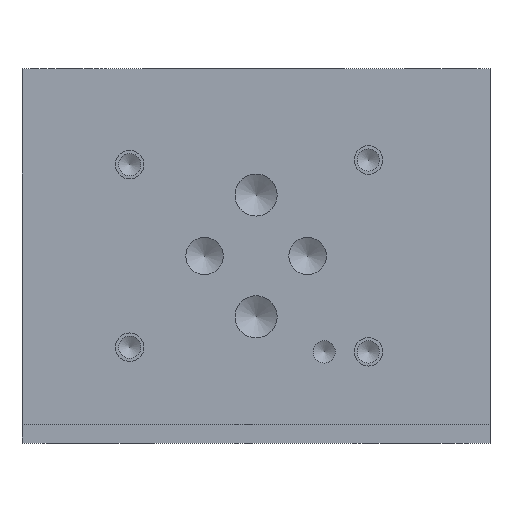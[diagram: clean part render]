
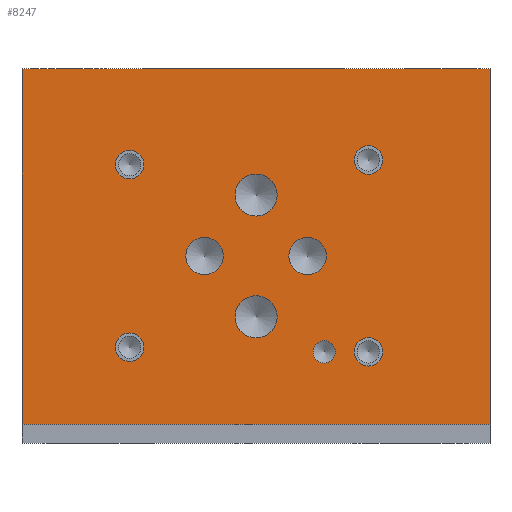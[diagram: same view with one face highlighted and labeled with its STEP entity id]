
A CAD part, left-side view. The second image highlights one B-rep face of the part: STEP entity #8247.
In plain terms, the highlighted planar face has unit normal (-1, 0, 0).
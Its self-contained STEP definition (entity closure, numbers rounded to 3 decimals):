
#589=CIRCLE('',#8612,3.175);
#590=CIRCLE('',#8613,3.175);
#593=CIRCLE('',#8618,3.175);
#594=CIRCLE('',#8619,3.175);
#597=CIRCLE('',#8624,3.569);
#598=CIRCLE('',#8625,3.569);
#601=CIRCLE('',#8630,3.569);
#602=CIRCLE('',#8631,3.569);
#605=CIRCLE('',#8636,1.892);
#606=CIRCLE('',#8637,1.892);
#612=CIRCLE('',#8646,2.413);
#613=CIRCLE('',#8647,2.413);
#619=CIRCLE('',#8657,2.413);
#620=CIRCLE('',#8658,2.413);
#626=CIRCLE('',#8668,2.413);
#627=CIRCLE('',#8669,2.413);
#633=CIRCLE('',#8679,2.413);
#634=CIRCLE('',#8680,2.413);
#688=FACE_BOUND('',#1808,.T.);
#689=FACE_BOUND('',#1809,.T.);
#690=FACE_BOUND('',#1810,.T.);
#691=FACE_BOUND('',#1811,.T.);
#692=FACE_BOUND('',#1812,.T.);
#693=FACE_BOUND('',#1813,.T.);
#694=FACE_BOUND('',#1814,.T.);
#695=FACE_BOUND('',#1815,.T.);
#696=FACE_BOUND('',#1816,.T.);
#1337=FACE_OUTER_BOUND('',#1807,.T.);
#1807=EDGE_LOOP('',(#7542,#7543,#7544,#7545));
#1808=EDGE_LOOP('',(#7546,#7547));
#1809=EDGE_LOOP('',(#7548,#7549));
#1810=EDGE_LOOP('',(#7550,#7551));
#1811=EDGE_LOOP('',(#7552,#7553));
#1812=EDGE_LOOP('',(#7554,#7555));
#1813=EDGE_LOOP('',(#7556,#7557));
#1814=EDGE_LOOP('',(#7558,#7559));
#1815=EDGE_LOOP('',(#7560,#7561));
#1816=EDGE_LOOP('',(#7562,#7563));
#1826=LINE('',#10335,#2616);
#1831=LINE('',#10344,#2621);
#2039=LINE('',#11293,#2829);
#2609=LINE('',#14126,#3399);
#2616=VECTOR('',#8698,10.);
#2621=VECTOR('',#8705,10.);
#2829=VECTOR('',#8951,10.);
#3399=VECTOR('',#10311,10.);
#3405=VERTEX_POINT('',#10332);
#3406=VERTEX_POINT('',#10334);
#3409=VERTEX_POINT('',#10342);
#3699=VERTEX_POINT('',#11291);
#4122=VERTEX_POINT('',#13980);
#4123=VERTEX_POINT('',#13981);
#4127=VERTEX_POINT('',#13993);
#4128=VERTEX_POINT('',#13994);
#4132=VERTEX_POINT('',#14006);
#4133=VERTEX_POINT('',#14007);
#4137=VERTEX_POINT('',#14019);
#4138=VERTEX_POINT('',#14020);
#4142=VERTEX_POINT('',#14032);
#4143=VERTEX_POINT('',#14033);
#4150=VERTEX_POINT('',#14052);
#4151=VERTEX_POINT('',#14053);
#4158=VERTEX_POINT('',#14074);
#4159=VERTEX_POINT('',#14075);
#4166=VERTEX_POINT('',#14096);
#4167=VERTEX_POINT('',#14097);
#4174=VERTEX_POINT('',#14118);
#4175=VERTEX_POINT('',#14119);
#4181=EDGE_CURVE('',#3406,#3405,#1826,.T.);
#4186=EDGE_CURVE('',#3405,#3409,#1831,.T.);
#4494=EDGE_CURVE('',#3699,#3409,#2039,.T.);
#5243=EDGE_CURVE('',#4122,#4123,#589,.T.);
#5244=EDGE_CURVE('',#4123,#4122,#590,.T.);
#5249=EDGE_CURVE('',#4127,#4128,#593,.T.);
#5250=EDGE_CURVE('',#4128,#4127,#594,.T.);
#5255=EDGE_CURVE('',#4132,#4133,#597,.T.);
#5256=EDGE_CURVE('',#4133,#4132,#598,.T.);
#5261=EDGE_CURVE('',#4137,#4138,#601,.T.);
#5262=EDGE_CURVE('',#4138,#4137,#602,.T.);
#5267=EDGE_CURVE('',#4142,#4143,#605,.T.);
#5268=EDGE_CURVE('',#4143,#4142,#606,.T.);
#5276=EDGE_CURVE('',#4150,#4151,#612,.T.);
#5277=EDGE_CURVE('',#4151,#4150,#613,.T.);
#5286=EDGE_CURVE('',#4158,#4159,#619,.T.);
#5287=EDGE_CURVE('',#4159,#4158,#620,.T.);
#5296=EDGE_CURVE('',#4166,#4167,#626,.T.);
#5297=EDGE_CURVE('',#4167,#4166,#627,.T.);
#5306=EDGE_CURVE('',#4174,#4175,#633,.T.);
#5307=EDGE_CURVE('',#4175,#4174,#634,.T.);
#5310=EDGE_CURVE('',#3406,#3699,#2609,.T.);
#7542=ORIENTED_EDGE('',*,*,#4181,.T.);
#7543=ORIENTED_EDGE('',*,*,#4186,.T.);
#7544=ORIENTED_EDGE('',*,*,#4494,.F.);
#7545=ORIENTED_EDGE('',*,*,#5310,.F.);
#7546=ORIENTED_EDGE('',*,*,#5243,.T.);
#7547=ORIENTED_EDGE('',*,*,#5244,.T.);
#7548=ORIENTED_EDGE('',*,*,#5249,.T.);
#7549=ORIENTED_EDGE('',*,*,#5250,.T.);
#7550=ORIENTED_EDGE('',*,*,#5255,.T.);
#7551=ORIENTED_EDGE('',*,*,#5256,.T.);
#7552=ORIENTED_EDGE('',*,*,#5261,.T.);
#7553=ORIENTED_EDGE('',*,*,#5262,.T.);
#7554=ORIENTED_EDGE('',*,*,#5267,.T.);
#7555=ORIENTED_EDGE('',*,*,#5268,.T.);
#7556=ORIENTED_EDGE('',*,*,#5276,.T.);
#7557=ORIENTED_EDGE('',*,*,#5277,.T.);
#7558=ORIENTED_EDGE('',*,*,#5286,.T.);
#7559=ORIENTED_EDGE('',*,*,#5287,.T.);
#7560=ORIENTED_EDGE('',*,*,#5296,.T.);
#7561=ORIENTED_EDGE('',*,*,#5297,.T.);
#7562=ORIENTED_EDGE('',*,*,#5306,.T.);
#7563=ORIENTED_EDGE('',*,*,#5307,.T.);
#7830=PLANE('',#8682);
#8247=ADVANCED_FACE('',(#1337,#688,#689,#690,#691,#692,#693,#694,#695,#696),
#7830,.T.);
#8612=AXIS2_PLACEMENT_3D('',#13982,#10148,#10149);
#8613=AXIS2_PLACEMENT_3D('',#13983,#10150,#10151);
#8618=AXIS2_PLACEMENT_3D('',#13995,#10162,#10163);
#8619=AXIS2_PLACEMENT_3D('',#13996,#10164,#10165);
#8624=AXIS2_PLACEMENT_3D('',#14008,#10176,#10177);
#8625=AXIS2_PLACEMENT_3D('',#14009,#10178,#10179);
#8630=AXIS2_PLACEMENT_3D('',#14021,#10190,#10191);
#8631=AXIS2_PLACEMENT_3D('',#14022,#10192,#10193);
#8636=AXIS2_PLACEMENT_3D('',#14034,#10204,#10205);
#8637=AXIS2_PLACEMENT_3D('',#14035,#10206,#10207);
#8646=AXIS2_PLACEMENT_3D('',#14054,#10226,#10227);
#8647=AXIS2_PLACEMENT_3D('',#14055,#10228,#10229);
#8657=AXIS2_PLACEMENT_3D('',#14076,#10251,#10252);
#8658=AXIS2_PLACEMENT_3D('',#14077,#10253,#10254);
#8668=AXIS2_PLACEMENT_3D('',#14098,#10276,#10277);
#8669=AXIS2_PLACEMENT_3D('',#14099,#10278,#10279);
#8679=AXIS2_PLACEMENT_3D('',#14120,#10301,#10302);
#8680=AXIS2_PLACEMENT_3D('',#14121,#10303,#10304);
#8682=AXIS2_PLACEMENT_3D('',#14125,#10309,#10310);
#8698=DIRECTION('',(0.,-1.,0.));
#8705=DIRECTION('',(0.,0.,1.));
#8951=DIRECTION('',(0.,-1.,0.));
#10148=DIRECTION('center_axis',(1.,0.,0.));
#10149=DIRECTION('ref_axis',(0.,1.,0.));
#10150=DIRECTION('center_axis',(1.,0.,0.));
#10151=DIRECTION('ref_axis',(0.,1.,0.));
#10162=DIRECTION('center_axis',(1.,0.,0.));
#10163=DIRECTION('ref_axis',(0.,1.,0.));
#10164=DIRECTION('center_axis',(1.,0.,0.));
#10165=DIRECTION('ref_axis',(0.,1.,0.));
#10176=DIRECTION('center_axis',(1.,0.,0.));
#10177=DIRECTION('ref_axis',(0.,1.,0.));
#10178=DIRECTION('center_axis',(1.,0.,0.));
#10179=DIRECTION('ref_axis',(0.,1.,0.));
#10190=DIRECTION('center_axis',(1.,0.,0.));
#10191=DIRECTION('ref_axis',(0.,1.,0.));
#10192=DIRECTION('center_axis',(1.,0.,0.));
#10193=DIRECTION('ref_axis',(0.,1.,0.));
#10204=DIRECTION('center_axis',(1.,0.,0.));
#10205=DIRECTION('ref_axis',(0.,1.,0.));
#10206=DIRECTION('center_axis',(1.,0.,0.));
#10207=DIRECTION('ref_axis',(0.,1.,0.));
#10226=DIRECTION('center_axis',(1.,0.,0.));
#10227=DIRECTION('ref_axis',(0.,1.,0.));
#10228=DIRECTION('center_axis',(1.,0.,0.));
#10229=DIRECTION('ref_axis',(0.,1.,0.));
#10251=DIRECTION('center_axis',(1.,0.,0.));
#10252=DIRECTION('ref_axis',(0.,1.,0.));
#10253=DIRECTION('center_axis',(1.,0.,0.));
#10254=DIRECTION('ref_axis',(0.,1.,0.));
#10276=DIRECTION('center_axis',(1.,0.,0.));
#10277=DIRECTION('ref_axis',(0.,1.,0.));
#10278=DIRECTION('center_axis',(1.,0.,0.));
#10279=DIRECTION('ref_axis',(0.,1.,0.));
#10301=DIRECTION('center_axis',(1.,0.,0.));
#10302=DIRECTION('ref_axis',(0.,1.,0.));
#10303=DIRECTION('center_axis',(1.,0.,0.));
#10304=DIRECTION('ref_axis',(0.,1.,0.));
#10309=DIRECTION('center_axis',(-1.,0.,0.));
#10310=DIRECTION('ref_axis',(0.,-1.,0.));
#10311=DIRECTION('',(0.,0.,1.));
#10332=CARTESIAN_POINT('',(0.,0.,3.175));
#10334=CARTESIAN_POINT('',(0.,79.375,3.175));
#10335=CARTESIAN_POINT('',(0.,39.688,3.175));
#10342=CARTESIAN_POINT('',(0.,0.,63.5));
#10344=CARTESIAN_POINT('',(0.,0.,0.));
#11291=CARTESIAN_POINT('',(0.,79.375,63.5));
#11293=CARTESIAN_POINT('',(0.,79.375,63.5));
#13980=CARTESIAN_POINT('',(0.,51.587,31.75));
#13981=CARTESIAN_POINT('',(0.,45.237,31.75));
#13982=CARTESIAN_POINT('Origin',(0.,48.412,31.75));
#13983=CARTESIAN_POINT('Origin',(0.,48.412,31.75));
#13993=CARTESIAN_POINT('',(0.,34.112,31.75));
#13994=CARTESIAN_POINT('',(0.,27.762,31.75));
#13995=CARTESIAN_POINT('Origin',(0.,30.937,31.75));
#13996=CARTESIAN_POINT('Origin',(0.,30.937,31.75));
#14006=CARTESIAN_POINT('',(0.,43.244,21.438));
#14007=CARTESIAN_POINT('',(0.,36.106,21.438));
#14008=CARTESIAN_POINT('Origin',(0.,39.675,21.438));
#14009=CARTESIAN_POINT('Origin',(0.,39.675,21.438));
#14019=CARTESIAN_POINT('',(0.,43.244,42.088));
#14020=CARTESIAN_POINT('',(0.,36.106,42.088));
#14021=CARTESIAN_POINT('Origin',(0.,39.675,42.088));
#14022=CARTESIAN_POINT('Origin',(0.,39.675,42.088));
#14032=CARTESIAN_POINT('',(0.,30.01,15.494));
#14033=CARTESIAN_POINT('',(0.,26.226,15.494));
#14034=CARTESIAN_POINT('Origin',(0.,28.118,15.494));
#14035=CARTESIAN_POINT('Origin',(0.,28.118,15.494));
#14052=CARTESIAN_POINT('',(0.,23.038,48.031));
#14053=CARTESIAN_POINT('',(0.,18.212,48.031));
#14054=CARTESIAN_POINT('Origin',(0.,20.625,48.031));
#14055=CARTESIAN_POINT('Origin',(0.,20.625,48.031));
#14074=CARTESIAN_POINT('',(0.,63.525,16.281));
#14075=CARTESIAN_POINT('',(0.,58.699,16.281));
#14076=CARTESIAN_POINT('Origin',(0.,61.112,16.281));
#14077=CARTESIAN_POINT('Origin',(0.,61.112,16.281));
#14096=CARTESIAN_POINT('',(0.,63.525,47.244));
#14097=CARTESIAN_POINT('',(0.,58.699,47.244));
#14098=CARTESIAN_POINT('Origin',(0.,61.112,47.244));
#14099=CARTESIAN_POINT('Origin',(0.,61.112,47.244));
#14118=CARTESIAN_POINT('',(0.,23.038,15.494));
#14119=CARTESIAN_POINT('',(0.,18.212,15.494));
#14120=CARTESIAN_POINT('Origin',(0.,20.625,15.494));
#14121=CARTESIAN_POINT('Origin',(0.,20.625,15.494));
#14125=CARTESIAN_POINT('Origin',(0.,79.375,0.));
#14126=CARTESIAN_POINT('',(0.,79.375,0.));
